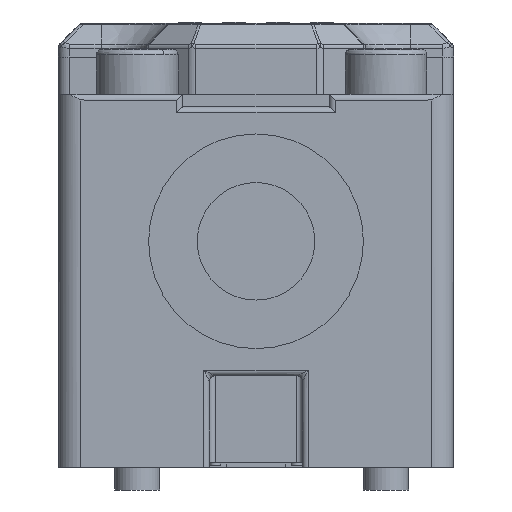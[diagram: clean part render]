
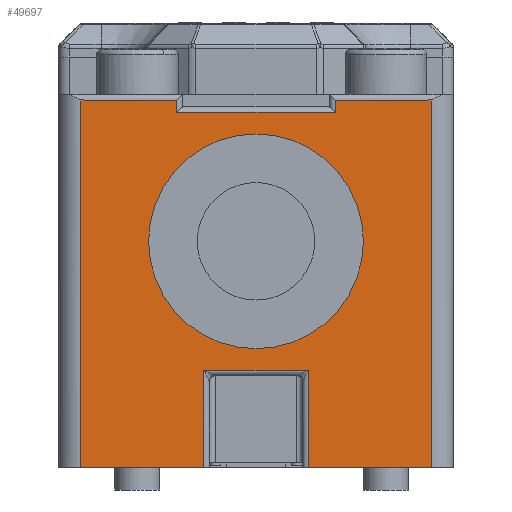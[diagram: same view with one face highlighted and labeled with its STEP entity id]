
A CAD part, front view. The second image highlights one B-rep face of the part: STEP entity #49697.
In plain terms, the highlighted planar face has unit normal (0, -1, 0).
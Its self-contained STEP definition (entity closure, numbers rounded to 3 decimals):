
#403 = AXIS2_PLACEMENT_3D ( 'NONE', #54709, #54716, #54717 ) ;
#11263 = CIRCLE ( 'NONE', #14925, 9.5 ) ;
#14691 = CARTESIAN_POINT ( 'NONE',  ( 4.6, -122., 8.6 ) ) ;
#14693 = CARTESIAN_POINT ( 'NONE',  ( -4.6, -122., 8.6 ) ) ;
#14911 = VECTOR ( 'NONE', #15330, 1000. ) ;
#14914 = VECTOR ( 'NONE', #15353, 1000. ) ;
#14915 = VECTOR ( 'NONE', #15356, 1000. ) ;
#14917 = VECTOR ( 'NONE', #15363, 1000. ) ;
#14918 = VECTOR ( 'NONE', #15370, 1000. ) ;
#14919 = VECTOR ( 'NONE', #15378, 1000. ) ;
#14924 = VECTOR ( 'NONE', #15395, 1000. ) ;
#14925 = AXIS2_PLACEMENT_3D ( 'NONE', #15398, #15405, #15406 ) ;
#14926 = VECTOR ( 'NONE', #15401, 1000. ) ;
#14927 = VECTOR ( 'NONE', #15404, 1000. ) ;
#14930 = VECTOR ( 'NONE', #15416, 1000. ) ;
#15328 = LINE ( 'NONE', #15329, #14911 ) ;
#15329 = CARTESIAN_POINT ( 'NONE',  ( 15.5, -122., 16.25 ) ) ;
#15330 = DIRECTION ( 'NONE',  ( 0., 0., 1. ) ) ;
#15351 = LINE ( 'NONE', #15352, #14914 ) ;
#15352 = CARTESIAN_POINT ( 'NONE',  ( 0., -122., 32.5 ) ) ;
#15353 = DIRECTION ( 'NONE',  ( -1., 0., 0. ) ) ;
#15354 = LINE ( 'NONE', #15355, #14915 ) ;
#15355 = CARTESIAN_POINT ( 'NONE',  ( 7., -122., 16.25 ) ) ;
#15356 = DIRECTION ( 'NONE',  ( 0., 0., -1. ) ) ;
#15361 = LINE ( 'NONE', #15362, #14917 ) ;
#15362 = CARTESIAN_POINT ( 'NONE',  ( 0., -122., 31.4 ) ) ;
#15363 = DIRECTION ( 'NONE',  ( -1., 0., 0. ) ) ;
#15368 = LINE ( 'NONE', #15369, #14918 ) ;
#15369 = CARTESIAN_POINT ( 'NONE',  ( -7., -122., 16.25 ) ) ;
#15370 = DIRECTION ( 'NONE',  ( 0., 0., 1. ) ) ;
#15376 = LINE ( 'NONE', #15377, #14919 ) ;
#15377 = CARTESIAN_POINT ( 'NONE',  ( 0., -122., 32.5 ) ) ;
#15378 = DIRECTION ( 'NONE',  ( -1., 0., 0. ) ) ;
#15393 = LINE ( 'NONE', #15394, #14924 ) ;
#15394 = CARTESIAN_POINT ( 'NONE',  ( 0., -122., 8.6 ) ) ;
#15395 = DIRECTION ( 'NONE',  ( 1., 0., 0. ) ) ;
#15398 = CARTESIAN_POINT ( 'NONE',  ( 0., -122., 20. ) ) ;
#15399 = LINE ( 'NONE', #15400, #14926 ) ;
#15400 = CARTESIAN_POINT ( 'NONE',  ( 4.6, -122., 16.25 ) ) ;
#15401 = DIRECTION ( 'NONE',  ( 0., 0., -1. ) ) ;
#15402 = LINE ( 'NONE', #15403, #14927 ) ;
#15403 = CARTESIAN_POINT ( 'NONE',  ( 0., -122., 0. ) ) ;
#15404 = DIRECTION ( 'NONE',  ( 1., 0., 0. ) ) ;
#15405 = DIRECTION ( 'NONE',  ( 0., 1., 0. ) ) ;
#15406 = DIRECTION ( 'NONE',  ( 0., 0., 1. ) ) ;
#15414 = LINE ( 'NONE', #15415, #14930 ) ;
#15415 = CARTESIAN_POINT ( 'NONE',  ( -4.6, -122., 16.25 ) ) ;
#15416 = DIRECTION ( 'NONE',  ( 0., 0., 1. ) ) ;
#15788 = LINE ( 'NONE', #15789, #16195 ) ;
#15789 = CARTESIAN_POINT ( 'NONE',  ( -15.5, -122., 16.25 ) ) ;
#15790 = DIRECTION ( 'NONE',  ( 0., 0., -1. ) ) ;
#15791 = LINE ( 'NONE', #15792, #16196 ) ;
#15792 = CARTESIAN_POINT ( 'NONE',  ( -10.8, -122., 0. ) ) ;
#15793 = DIRECTION ( 'NONE',  ( 1., 0., 0. ) ) ;
#16195 = VECTOR ( 'NONE', #15790, 1000. ) ;
#16196 = VECTOR ( 'NONE', #15793, 1000. ) ;
#23588 = CARTESIAN_POINT ( 'NONE',  ( 15.5, -122., 0. ) ) ;
#23589 = CARTESIAN_POINT ( 'NONE',  ( 15.5, -122., 32.5 ) ) ;
#23591 = CARTESIAN_POINT ( 'NONE',  ( 7., -122., 32.5 ) ) ;
#23592 = CARTESIAN_POINT ( 'NONE',  ( 7., -122., 31.4 ) ) ;
#23593 = CARTESIAN_POINT ( 'NONE',  ( -7., -122., 31.4 ) ) ;
#23594 = CARTESIAN_POINT ( 'NONE',  ( -7., -122., 32.5 ) ) ;
#23595 = CARTESIAN_POINT ( 'NONE',  ( -15.5, -122., 32.5 ) ) ;
#23597 = CARTESIAN_POINT ( 'NONE',  ( 4.6, -122., 0. ) ) ;
#23599 = CARTESIAN_POINT ( 'NONE',  ( -4.6, -122., 0. ) ) ;
#23676 = CARTESIAN_POINT ( 'NONE',  ( -15.5, -122., 0. ) ) ;
#24537 = CARTESIAN_POINT ( 'NONE',  ( 0., -122., 10.5 ) ) ;
#24538 = CARTESIAN_POINT ( 'NONE',  ( 0., -122., 29.5 ) ) ;
#30084 = PLANE ( 'NONE',  #30320 ) ;
#30085 = CARTESIAN_POINT ( 'NONE',  ( -15.5, -122., 0. ) ) ;
#30086 = DIRECTION ( 'NONE',  ( 0., -1., 0. ) ) ;
#30087 = DIRECTION ( 'NONE',  ( 1., 0., 0. ) ) ;
#30313 = FACE_BOUND ( 'NONE', #40289, .T. ) ;
#30318 = FACE_OUTER_BOUND ( 'NONE', #40290, .T. ) ;
#30320 = AXIS2_PLACEMENT_3D ( 'NONE', #30085, #30086, #30087 ) ;
#32787 = EDGE_CURVE ( 'NONE', #45825, #45824, #50096, .T. ) ;
#39737 = VERTEX_POINT ( 'NONE', #14691 ) ;
#39739 = VERTEX_POINT ( 'NONE', #14693 ) ;
#40289 = EDGE_LOOP ( 'NONE', ( #44895, #44896 ) ) ;
#40290 = EDGE_LOOP ( 'NONE', ( #44897, #44898, #44899, #44894, #44900, #44901, #44902, #44903, #44904, #44905, #44907, #44908 ) ) ;
#42383 = EDGE_CURVE ( 'NONE', #45185, #45186, #15328, .T. ) ;
#42389 = EDGE_CURVE ( 'NONE', #45186, #45188, #15351, .T. ) ;
#42390 = EDGE_CURVE ( 'NONE', #45188, #45189, #15354, .T. ) ;
#42392 = EDGE_CURVE ( 'NONE', #45189, #45190, #15361, .T. ) ;
#42394 = EDGE_CURVE ( 'NONE', #45190, #45191, #15368, .T. ) ;
#42396 = EDGE_CURVE ( 'NONE', #45191, #45192, #15376, .T. ) ;
#42400 = EDGE_CURVE ( 'NONE', #39739, #39737, #15393, .T. ) ;
#42402 = EDGE_CURVE ( 'NONE', #39737, #45194, #15399, .T. ) ;
#42403 = EDGE_CURVE ( 'NONE', #45194, #45185, #15402, .T. ) ;
#42404 = EDGE_CURVE ( 'NONE', #45824, #45825, #11263, .T. ) ;
#42407 = EDGE_CURVE ( 'NONE', #45196, #39739, #15414, .T. ) ;
#42531 = EDGE_CURVE ( 'NONE', #45192, #45273, #15788, .T. ) ;
#42532 = EDGE_CURVE ( 'NONE', #45273, #45196, #15791, .T. ) ;
#44894 = ORIENTED_EDGE ( 'NONE', *, *, #42389, .T. ) ;
#44895 = ORIENTED_EDGE ( 'NONE', *, *, #32787, .T. ) ;
#44896 = ORIENTED_EDGE ( 'NONE', *, *, #42404, .T. ) ;
#44897 = ORIENTED_EDGE ( 'NONE', *, *, #42402, .T. ) ;
#44898 = ORIENTED_EDGE ( 'NONE', *, *, #42403, .T. ) ;
#44899 = ORIENTED_EDGE ( 'NONE', *, *, #42383, .T. ) ;
#44900 = ORIENTED_EDGE ( 'NONE', *, *, #42390, .T. ) ;
#44901 = ORIENTED_EDGE ( 'NONE', *, *, #42392, .T. ) ;
#44902 = ORIENTED_EDGE ( 'NONE', *, *, #42394, .T. ) ;
#44903 = ORIENTED_EDGE ( 'NONE', *, *, #42396, .T. ) ;
#44904 = ORIENTED_EDGE ( 'NONE', *, *, #42531, .T. ) ;
#44905 = ORIENTED_EDGE ( 'NONE', *, *, #42532, .T. ) ;
#44907 = ORIENTED_EDGE ( 'NONE', *, *, #42407, .T. ) ;
#44908 = ORIENTED_EDGE ( 'NONE', *, *, #42400, .T. ) ;
#45185 = VERTEX_POINT ( 'NONE', #23588 ) ;
#45186 = VERTEX_POINT ( 'NONE', #23589 ) ;
#45188 = VERTEX_POINT ( 'NONE', #23591 ) ;
#45189 = VERTEX_POINT ( 'NONE', #23592 ) ;
#45190 = VERTEX_POINT ( 'NONE', #23593 ) ;
#45191 = VERTEX_POINT ( 'NONE', #23594 ) ;
#45192 = VERTEX_POINT ( 'NONE', #23595 ) ;
#45194 = VERTEX_POINT ( 'NONE', #23597 ) ;
#45196 = VERTEX_POINT ( 'NONE', #23599 ) ;
#45273 = VERTEX_POINT ( 'NONE', #23676 ) ;
#45824 = VERTEX_POINT ( 'NONE', #24537 ) ;
#45825 = VERTEX_POINT ( 'NONE', #24538 ) ;
#49697 = ADVANCED_FACE ( 'NONE', ( #30313, #30318 ), #30084, .T. ) ;
#50096 = CIRCLE ( 'NONE', #403, 9.5 ) ;
#54709 = CARTESIAN_POINT ( 'NONE',  ( 0., -122., 20. ) ) ;
#54716 = DIRECTION ( 'NONE',  ( 0., 1., 0. ) ) ;
#54717 = DIRECTION ( 'NONE',  ( 0., 0., 1. ) ) ;
